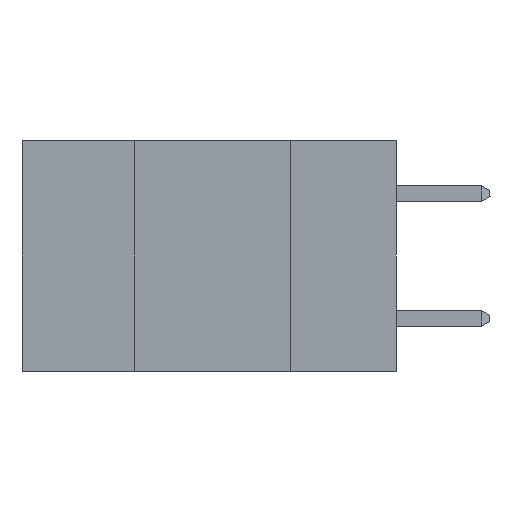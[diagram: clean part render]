
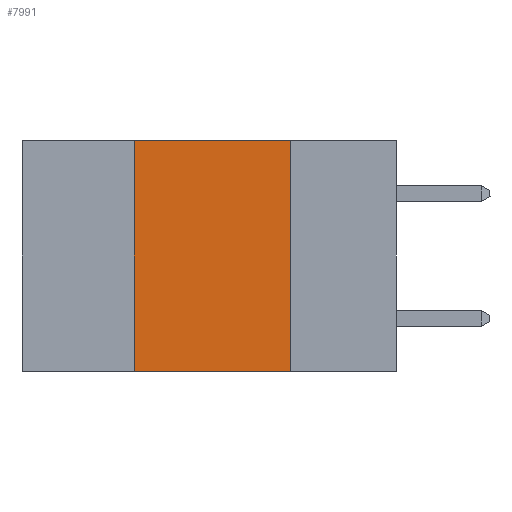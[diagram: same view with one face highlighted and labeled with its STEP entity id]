
A CAD part, left-side view. The second image highlights one B-rep face of the part: STEP entity #7991.
In plain terms, the highlighted planar face has unit normal (-1, 0, 0).
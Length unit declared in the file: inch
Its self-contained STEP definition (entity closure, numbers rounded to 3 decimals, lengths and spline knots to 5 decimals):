
#21 = LINE ( 'NONE', #12749, #8308 ) ;
#45 = DIRECTION ( 'NONE',  ( 0., 0., -1. ) ) ;
#454 = EDGE_LOOP ( 'NONE', ( #8145, #2043, #8380, #12435 ) ) ;
#522 = DIRECTION ( 'NONE',  ( 0., -1., 0. ) ) ;
#1298 = PLANE ( 'NONE',  #9935 ) ;
#1551 = CARTESIAN_POINT ( 'NONE',  ( 0., 0.17, 0. ) ) ;
#1873 = FACE_OUTER_BOUND ( 'NONE', #454, .T. ) ;
#2043 = ORIENTED_EDGE ( 'NONE', *, *, #4712, .F. ) ;
#4529 = LINE ( 'NONE', #11793, #6820 ) ;
#4712 = EDGE_CURVE ( 'NONE', #7870, #13763, #21, .T. ) ;
#4976 = CARTESIAN_POINT ( 'NONE',  ( 0., 0.42, -0.37 ) ) ;
#5085 = DIRECTION ( 'NONE',  ( 0., 0., -1. ) ) ;
#5635 = EDGE_CURVE ( 'NONE', #7571, #7870, #6867, .T. ) ;
#5640 = CARTESIAN_POINT ( 'NONE',  ( 0., 0.17, -0.37 ) ) ;
#6746 = DIRECTION ( 'NONE',  ( 1., 0., 0. ) ) ;
#6820 = VECTOR ( 'NONE', #5085, 39.37008 ) ;
#6829 = EDGE_CURVE ( 'NONE', #13763, #13591, #4529, .T. ) ;
#6867 = LINE ( 'NONE', #11863, #12798 ) ;
#7387 = LINE ( 'NONE', #13892, #12265 ) ;
#7571 = VERTEX_POINT ( 'NONE', #4976 ) ;
#7779 = CARTESIAN_POINT ( 'NONE',  ( 0., 0.42, 0. ) ) ;
#7870 = VERTEX_POINT ( 'NONE', #7779 ) ;
#7991 = ADVANCED_FACE ( 'NONE', ( #1873 ), #1298, .F. ) ;
#8145 = ORIENTED_EDGE ( 'NONE', *, *, #6829, .F. ) ;
#8308 = VECTOR ( 'NONE', #10556, 39.37008 ) ;
#8380 = ORIENTED_EDGE ( 'NONE', *, *, #5635, .F. ) ;
#9935 = AXIS2_PLACEMENT_3D ( 'NONE', #12349, #6746, #45 ) ;
#10396 = EDGE_CURVE ( 'NONE', #7571, #13591, #7387, .T. ) ;
#10556 = DIRECTION ( 'NONE',  ( 0., -1., 0. ) ) ;
#11793 = CARTESIAN_POINT ( 'NONE',  ( 0., 0.17, 0. ) ) ;
#11863 = CARTESIAN_POINT ( 'NONE',  ( 0., 0.42, 0. ) ) ;
#12006 = DIRECTION ( 'NONE',  ( 0., 0., 1. ) ) ;
#12265 = VECTOR ( 'NONE', #522, 39.37008 ) ;
#12349 = CARTESIAN_POINT ( 'NONE',  ( 0., 0.6, 0. ) ) ;
#12435 = ORIENTED_EDGE ( 'NONE', *, *, #10396, .T. ) ;
#12749 = CARTESIAN_POINT ( 'NONE',  ( 0., 0.6, 0. ) ) ;
#12798 = VECTOR ( 'NONE', #12006, 39.37008 ) ;
#13591 = VERTEX_POINT ( 'NONE', #5640 ) ;
#13763 = VERTEX_POINT ( 'NONE', #1551 ) ;
#13892 = CARTESIAN_POINT ( 'NONE',  ( 0., 0.6, -0.37 ) ) ;
